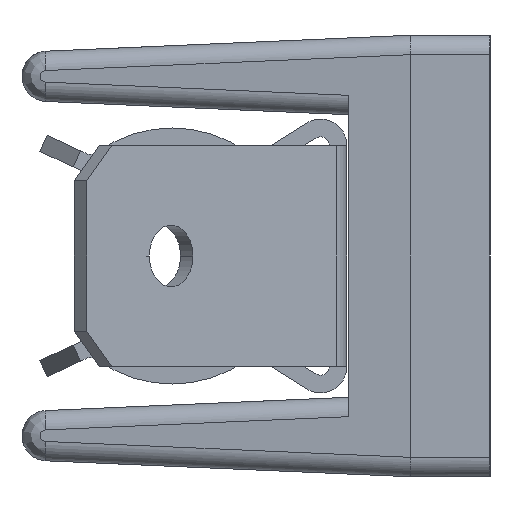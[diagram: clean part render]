
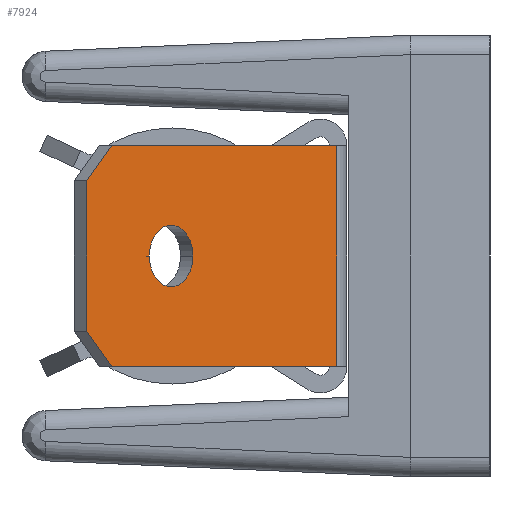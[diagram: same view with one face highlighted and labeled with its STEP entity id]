
A CAD part, left-side view. The second image highlights one B-rep face of the part: STEP entity #7924.
In plain terms, the highlighted planar face has unit normal (-0.707, -0.707, 0).
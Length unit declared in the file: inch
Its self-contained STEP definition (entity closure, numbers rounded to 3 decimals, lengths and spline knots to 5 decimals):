
#6623=DIRECTION('',(0.707,-0.707,0.));
#6624=VECTOR('',#6623,0.36);
#6625=CARTESIAN_POINT('',(-0.90784,0.42827,0.125));
#6626=LINE('',#6625,#6624);
#6630=DIRECTION('',(-0.5,0.5,-0.707));
#6631=VECTOR('',#6630,0.05657);
#6632=CARTESIAN_POINT('',(-0.90784,0.42827,0.125));
#6633=LINE('',#6632,#6631);
#6637=DIRECTION('',(0.5,-0.5,-0.707));
#6638=VECTOR('',#6637,0.05657);
#6639=CARTESIAN_POINT('',(-0.93613,0.45656,-0.085));
#6640=LINE('',#6639,#6638);
#6644=DIRECTION('',(0.,0.,1.));
#6645=VECTOR('',#6644,0.17);
#6646=CARTESIAN_POINT('',(-0.93613,0.45656,-0.085));
#6647=LINE('',#6646,#6645);
#6651=CARTESIAN_POINT('',(-0.84067,0.3611,0.));
#6652=DIRECTION('',(-0.707,-0.707,0.));
#6653=DIRECTION('',(0.707,-0.707,0.));
#6654=AXIS2_PLACEMENT_3D('',#6651,#6652,#6653);
#6659=CARTESIAN_POINT('',(-0.84067,0.3611,0.));
#6660=DIRECTION('',(-0.707,-0.707,0.));
#6661=DIRECTION('',(-0.707,0.707,0.));
#6662=AXIS2_PLACEMENT_3D('',#6659,#6660,#6661);
#6667=DIRECTION('',(0.,0.,1.));
#6668=VECTOR('',#6667,0.25);
#6669=CARTESIAN_POINT('',(-0.65328,0.17372,-0.125));
#6670=LINE('',#6669,#6668);
#6681=DIRECTION('',(0.707,-0.707,0.));
#6682=VECTOR('',#6681,0.36);
#6683=CARTESIAN_POINT('',(-0.90784,0.42827,-0.125));
#6684=LINE('',#6683,#6682);
#6996=CARTESIAN_POINT('',(-0.65328,0.17372,-0.125));
#6997=CARTESIAN_POINT('',(-0.65328,0.17372,0.125));
#6998=VERTEX_POINT('',#6996);
#6999=VERTEX_POINT('',#6997);
#7008=CARTESIAN_POINT('',(-0.90784,0.42827,0.125));
#7009=CARTESIAN_POINT('',(-0.93613,0.45656,0.085));
#7010=VERTEX_POINT('',#7008);
#7011=VERTEX_POINT('',#7009);
#7020=CARTESIAN_POINT('',(-0.93613,0.45656,-0.085));
#7021=VERTEX_POINT('',#7020);
#7022=CARTESIAN_POINT('',(-0.90784,0.42827,-0.125));
#7023=VERTEX_POINT('',#7022);
#7060=CARTESIAN_POINT('',(-0.81592,0.33635,0.));
#7061=CARTESIAN_POINT('',(-0.86542,0.38585,0.));
#7062=VERTEX_POINT('',#7060);
#7063=VERTEX_POINT('',#7061);
#7901=CARTESIAN_POINT('',(-0.93613,0.45656,-0.125));
#7902=DIRECTION('',(-0.707,-0.707,0.));
#7903=DIRECTION('',(0.707,-0.707,0.));
#7904=AXIS2_PLACEMENT_3D('',#7901,#7902,#7903);
#7905=PLANE('',#7904);
#7906=ORIENTED_EDGE('',*,*,#7884,.F.);
#7907=ORIENTED_EDGE('',*,*,#7867,.T.);
#7909=ORIENTED_EDGE('',*,*,#7908,.F.);
#7911=ORIENTED_EDGE('',*,*,#7910,.F.);
#7913=ORIENTED_EDGE('',*,*,#7912,.F.);
#7915=ORIENTED_EDGE('',*,*,#7914,.T.);
#7916=EDGE_LOOP('',(#7906,#7907,#7909,#7911,#7913,#7915));
#7917=FACE_OUTER_BOUND('',#7916,.F.);
#7919=ORIENTED_EDGE('',*,*,#7918,.T.);
#7921=ORIENTED_EDGE('',*,*,#7920,.T.);
#7922=EDGE_LOOP('',(#7919,#7921));
#7923=FACE_BOUND('',#7922,.F.);
#6655=CIRCLE('',#6654,0.035);
#6663=CIRCLE('',#6662,0.035);
#7867=EDGE_CURVE('',#7010,#6999,#6626,.T.);
#7884=EDGE_CURVE('',#7010,#7011,#6633,.T.);
#7908=EDGE_CURVE('',#6998,#6999,#6670,.T.);
#7910=EDGE_CURVE('',#7023,#6998,#6684,.T.);
#7912=EDGE_CURVE('',#7021,#7023,#6640,.T.);
#7914=EDGE_CURVE('',#7021,#7011,#6647,.T.);
#7918=EDGE_CURVE('',#7062,#7063,#6655,.T.);
#7920=EDGE_CURVE('',#7063,#7062,#6663,.T.);
#7924=ADVANCED_FACE('',(#7917,#7923),#7905,.T.);
